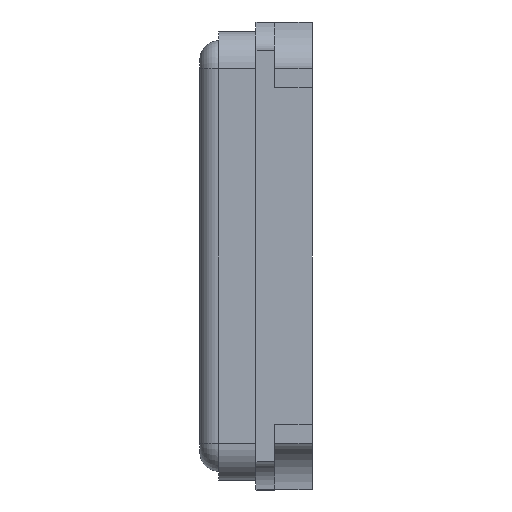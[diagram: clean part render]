
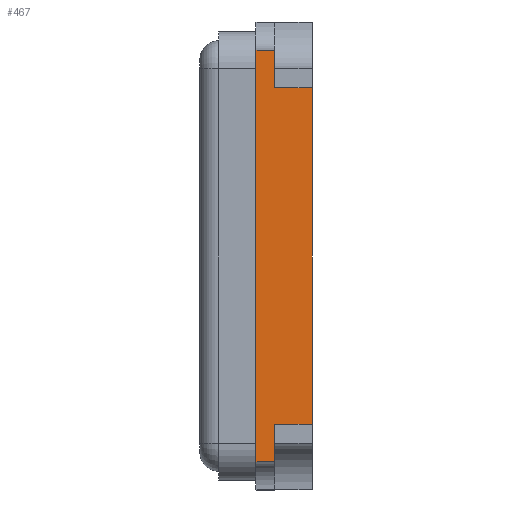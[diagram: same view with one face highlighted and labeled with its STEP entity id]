
A CAD part, left-side view. The second image highlights one B-rep face of the part: STEP entity #467.
In plain terms, the highlighted planar face has unit normal (-1, 0, 0).
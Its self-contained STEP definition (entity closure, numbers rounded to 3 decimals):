
#54 = EDGE_CURVE ( 'NONE', #1478, #1128, #943, .T. ) ;
#132 = VECTOR ( 'NONE', #2396, 1000. ) ;
#182 = CARTESIAN_POINT ( 'NONE',  ( -1.6, 0.3, 1.25 ) ) ;
#191 = ORIENTED_EDGE ( 'NONE', *, *, #1850, .F. ) ;
#359 = LINE ( 'NONE', #1738, #438 ) ;
#390 = LINE ( 'NONE', #593, #2236 ) ;
#402 = CARTESIAN_POINT ( 'NONE',  ( -1.6, 0., 1.1 ) ) ;
#438 = VECTOR ( 'NONE', #2091, 1000. ) ;
#449 = DIRECTION ( 'NONE',  ( 0., -1., 0. ) ) ;
#467 = ADVANCED_FACE ( 'NONE', ( #2924 ), #712, .F. ) ;
#470 = CARTESIAN_POINT ( 'NONE',  ( -1.6, 0., -1.1 ) ) ;
#479 = EDGE_CURVE ( 'NONE', #1086, #492, #1388, .T. ) ;
#484 = CARTESIAN_POINT ( 'NONE',  ( -1.6, 0.2, -0.9 ) ) ;
#489 = CARTESIAN_POINT ( 'NONE',  ( -1.6, 0.3, -1.1 ) ) ;
#492 = VERTEX_POINT ( 'NONE', #3009 ) ;
#561 = DIRECTION ( 'NONE',  ( 0., 0., -1. ) ) ;
#593 = CARTESIAN_POINT ( 'NONE',  ( -1.6, 1.621, 0.9 ) ) ;
#712 = PLANE ( 'NONE',  #2220 ) ;
#826 = ORIENTED_EDGE ( 'NONE', *, *, #2859, .T. ) ;
#881 = LINE ( 'NONE', #2139, #132 ) ;
#943 = LINE ( 'NONE', #2837, #2646 ) ;
#996 = LINE ( 'NONE', #402, #2452 ) ;
#1086 = VERTEX_POINT ( 'NONE', #489 ) ;
#1121 = EDGE_CURVE ( 'NONE', #1527, #492, #1219, .T. ) ;
#1128 = VERTEX_POINT ( 'NONE', #1815 ) ;
#1204 = EDGE_CURVE ( 'NONE', #1527, #1938, #3253, .T. ) ;
#1219 = LINE ( 'NONE', #1500, #1824 ) ;
#1317 = CARTESIAN_POINT ( 'NONE',  ( -1.6, 1.621, -0.9 ) ) ;
#1388 = LINE ( 'NONE', #470, #1792 ) ;
#1408 = EDGE_CURVE ( 'NONE', #1128, #2087, #390, .T. ) ;
#1462 = CARTESIAN_POINT ( 'NONE',  ( -1.6, 0., 0.9 ) ) ;
#1478 = VERTEX_POINT ( 'NONE', #2968 ) ;
#1500 = CARTESIAN_POINT ( 'NONE',  ( -1.6, 0.2, 1.25 ) ) ;
#1527 = VERTEX_POINT ( 'NONE', #484 ) ;
#1558 = ORIENTED_EDGE ( 'NONE', *, *, #54, .F. ) ;
#1629 = ORIENTED_EDGE ( 'NONE', *, *, #3268, .T. ) ;
#1738 = CARTESIAN_POINT ( 'NONE',  ( -1.6, 0.3, 1.25 ) ) ;
#1744 = CARTESIAN_POINT ( 'NONE',  ( -1.6, 0.3, 1.1 ) ) ;
#1792 = VECTOR ( 'NONE', #449, 1000. ) ;
#1815 = CARTESIAN_POINT ( 'NONE',  ( -1.6, 0.2, 0.9 ) ) ;
#1824 = VECTOR ( 'NONE', #3014, 1000. ) ;
#1850 = EDGE_CURVE ( 'NONE', #1086, #2285, #359, .T. ) ;
#1938 = VERTEX_POINT ( 'NONE', #2987 ) ;
#1968 = DIRECTION ( 'NONE',  ( 1., 0., 0. ) ) ;
#1993 = ORIENTED_EDGE ( 'NONE', *, *, #479, .T. ) ;
#2035 = ORIENTED_EDGE ( 'NONE', *, *, #1204, .T. ) ;
#2080 = DIRECTION ( 'NONE',  ( 0., -1., 0. ) ) ;
#2087 = VERTEX_POINT ( 'NONE', #1462 ) ;
#2091 = DIRECTION ( 'NONE',  ( 0., 0., 1. ) ) ;
#2139 = CARTESIAN_POINT ( 'NONE',  ( -1.6, 0., 1.25 ) ) ;
#2220 = AXIS2_PLACEMENT_3D ( 'NONE', #182, #1968, #2715 ) ;
#2224 = DIRECTION ( 'NONE',  ( 0., 1., 0. ) ) ;
#2236 = VECTOR ( 'NONE', #2882, 1000. ) ;
#2285 = VERTEX_POINT ( 'NONE', #1744 ) ;
#2396 = DIRECTION ( 'NONE',  ( 0., 0., 1. ) ) ;
#2452 = VECTOR ( 'NONE', #2224, 1000. ) ;
#2646 = VECTOR ( 'NONE', #561, 1000. ) ;
#2715 = DIRECTION ( 'NONE',  ( 0., 0., -1. ) ) ;
#2837 = CARTESIAN_POINT ( 'NONE',  ( -1.6, 0.2, 1.25 ) ) ;
#2859 = EDGE_CURVE ( 'NONE', #1478, #2285, #996, .T. ) ;
#2882 = DIRECTION ( 'NONE',  ( 0., -1., 0. ) ) ;
#2924 = FACE_OUTER_BOUND ( 'NONE', #3037, .T. ) ;
#2968 = CARTESIAN_POINT ( 'NONE',  ( -1.6, 0.2, 1.1 ) ) ;
#2987 = CARTESIAN_POINT ( 'NONE',  ( -1.6, 0., -0.9 ) ) ;
#3004 = VECTOR ( 'NONE', #2080, 1000. ) ;
#3005 = ORIENTED_EDGE ( 'NONE', *, *, #1408, .F. ) ;
#3009 = CARTESIAN_POINT ( 'NONE',  ( -1.6, 0.2, -1.1 ) ) ;
#3014 = DIRECTION ( 'NONE',  ( 0., 0., -1. ) ) ;
#3037 = EDGE_LOOP ( 'NONE', ( #3112, #2035, #1629, #3005, #1558, #826, #191, #1993 ) ) ;
#3112 = ORIENTED_EDGE ( 'NONE', *, *, #1121, .F. ) ;
#3253 = LINE ( 'NONE', #1317, #3004 ) ;
#3268 = EDGE_CURVE ( 'NONE', #1938, #2087, #881, .T. ) ;
